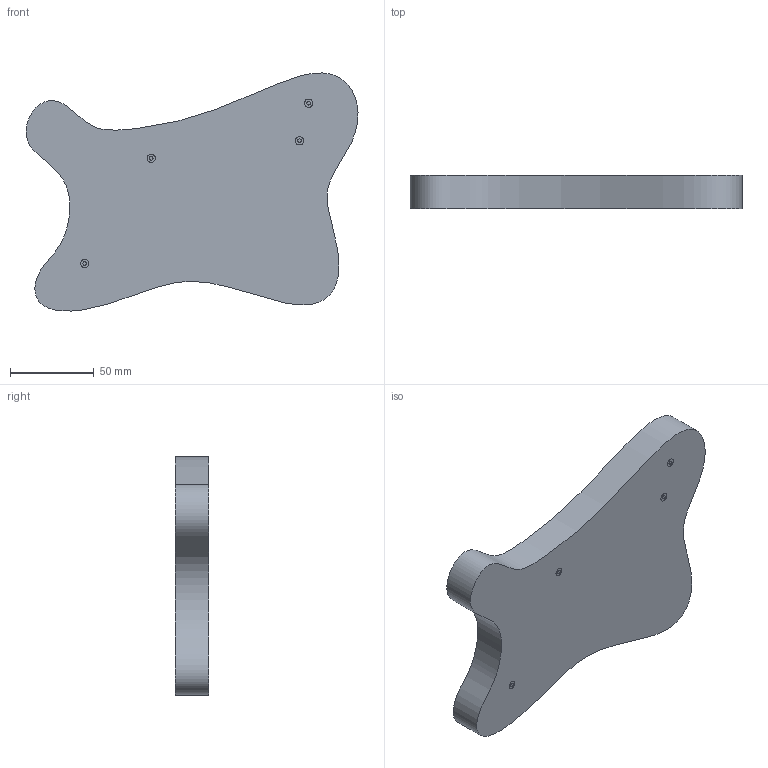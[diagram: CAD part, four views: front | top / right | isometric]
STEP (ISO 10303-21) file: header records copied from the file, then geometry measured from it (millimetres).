
FILE_DESCRIPTION(/* description */ (''),/* implementation_level */ '2;1');
FILE_NAME(/* name */ 'Left-DualForm.step',/* time_stamp */ '2025-12-19T23:41:36+05:30',/* author */ (''),/* organization */ (''),/* preprocessor_version */ 'ST-DEVELOPER v20.1',/* originating_system */ 'Autodesk Translation Framework v14.21.0.0',/* authorisation */ '');
FILE_SCHEMA (('AUTOMOTIVE_DESIGN { 1 0 10303 214 3 1 1 }'));
Length unit declared in the file: millimetre
Products named in the file (4): Left-DualForm; Component1; Component2; Component3
Assembly tree (3 placements, depth 2):
  Left-DualForm
    Component1
    Component2
    Component3
Bounding box: 198.61 x 20 x 142.39 mm (x, y, z)
Volume: 186713.3 mm3; surface area: 62297 mm2
Topology: 9 solids, 9 shells, 41 faces, 66 edges, 44 vertices
Faces by surface type: plane 28, cylinder 12, bspline 1
Full cylindrical faces by diameter (mm): 2.2 x8, 5 x4
Entity records: 1432 total; most frequent: CARTESIAN_POINT 515, DIRECTION 182, ORIENTED_EDGE 132, AXIS2_PLACEMENT_3D 71, EDGE_CURVE 66, EDGE_LOOP 50, VERTEX_POINT 44, FACE_OUTER_BOUND 41
